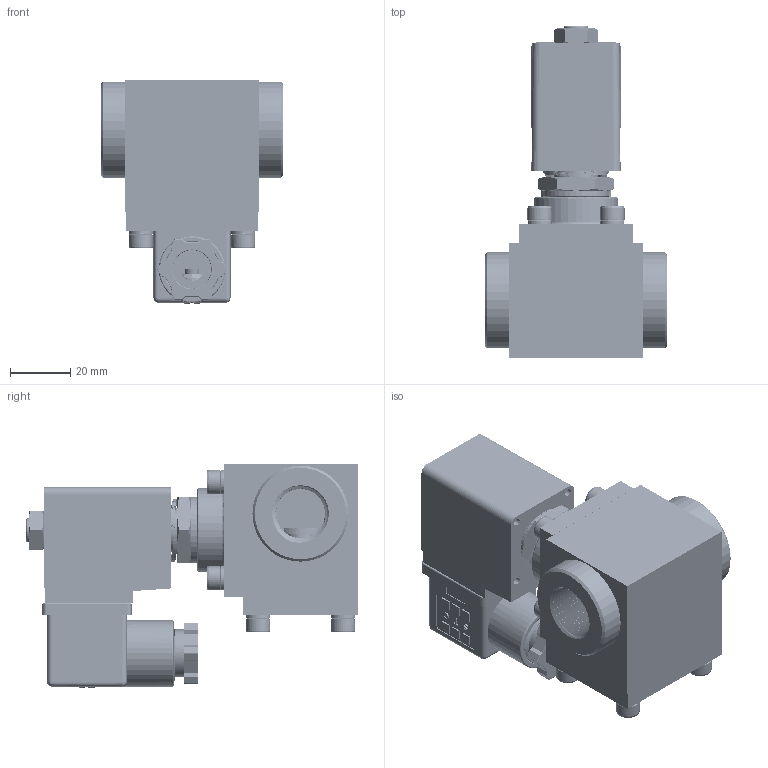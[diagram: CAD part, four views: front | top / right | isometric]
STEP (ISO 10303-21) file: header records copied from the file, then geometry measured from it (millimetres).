
FILE_DESCRIPTION (( 'STEP AP203' ), '1' );
FILE_NAME ('2E100-3-8_1.STEP', '2012-11-07T22:35:40', ( '' ), ( '' ), 'SwSTEP 2.0', 'SolidWorks 2012', '' );
FILE_SCHEMA (( 'CONFIG_CONTROL_DESIGN' ));
Products named in the file (27): 2E100-3-8_1; JIEXIANHELUOMU_1; JIEXIANHEDIANPIAN_1; JIEXIANHEXIANGJIAODIANPIAN_1; M3LUOSI_1; JIANXIANHEWAIKE_1; JIEXIANHE_1; JIEXIANHEFANGSHUIXIANGJIAO_1; M10LUOMU_1; M10LUOMUDIANPIAN_1; XIANQUAN_1; TANHUANGDIANPIAN_1; XIANDAOTOUMIFENGQUAN_1; XIANDAOTOU_1; DONGTIEXINTANHUANG_1; DONGTIEXIN_1; FAGAIMIFENGQUAN2_1; FAGAIMIFENGQUAN1_1; FAGAI1_1; M5LUOSI_1; M5LUOSIDIANPIAN_1; FAGAI2_1; MIFENGQUAN_1; M5SHIZILUOSI_1; FAXINMIFENGQUAN_1; FAXIN_1; FATI_1
Assembly tree (43 placements, depth 2):
  2E100-3-8_1
    FATI_1
    FAXIN_1
    FAXINMIFENGQUAN_1
    M5SHIZILUOSI_1
    MIFENGQUAN_1
    FAGAI2_1
    M5LUOSIDIANPIAN_1  x8
    M5LUOSI_1  x8
    FAGAI1_1
    FAGAIMIFENGQUAN1_1
    FAGAIMIFENGQUAN2_1
    DONGTIEXIN_1
    DONGTIEXINTANHUANG_1
    XIANDAOTOU_1
    XIANDAOTOUMIFENGQUAN_1
    TANHUANGDIANPIAN_1  x4
    XIANQUAN_1
    M10LUOMUDIANPIAN_1
    M10LUOMU_1
    JIEXIANHEFANGSHUIXIANGJIAO_1
    JIEXIANHE_1
    JIANXIANHEWAIKE_1
    M3LUOSI_1
    JIEXIANHEXIANGJIAODIANPIAN_1
    JIEXIANHEDIANPIAN_1
    JIEXIANHELUOMU_1
Bounding box: 60.2 x 109.8 x 74.2 mm (x, y, z)
Volume: 99051 mm3; surface area: 81898.7 mm2
Topology: 42 solids, 43 shells, 2875 faces, 8292 edges, 5505 vertices
Faces by surface type: cylinder 1097, bspline 768, plane 744, cone 266
Entity records: 160513 total; most frequent: CARTESIAN_POINT 107837, ORIENTED_EDGE 12220, DIRECTION 7489, EDGE_CURVE 6112, VERTEX_POINT 4127, B_SPLINE_CURVE_WITH_KNOTS 2710, AXIS2_PLACEMENT_3D 2548, LINE 2393
